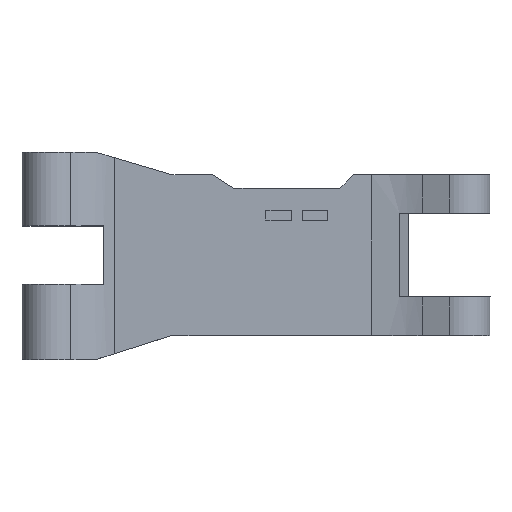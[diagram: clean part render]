
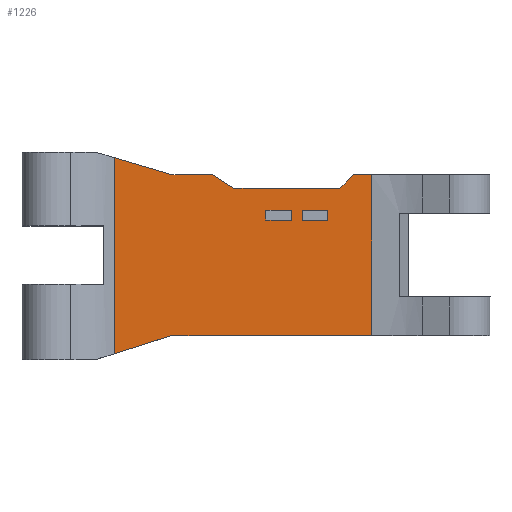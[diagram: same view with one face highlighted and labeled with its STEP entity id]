
A CAD part, top view. The second image highlights one B-rep face of the part: STEP entity #1226.
In plain terms, the highlighted planar face has unit normal (0, 0, 1).
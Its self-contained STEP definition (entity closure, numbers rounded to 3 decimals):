
#31=FACE_BOUND('',#218,.T.);
#32=FACE_BOUND('',#219,.T.);
#72=PLANE('',#1341);
#137=FACE_OUTER_BOUND('',#217,.T.);
#217=EDGE_LOOP('',(#1059,#1060,#1061,#1062,#1063,#1064,#1065,#1066,#1067,
#1068));
#218=EDGE_LOOP('',(#1069,#1070,#1071,#1072));
#219=EDGE_LOOP('',(#1073,#1074,#1075,#1076));
#276=LINE('',#1817,#410);
#292=LINE('',#1865,#426);
#295=LINE('',#1873,#429);
#300=LINE('',#1882,#434);
#303=LINE('',#1888,#437);
#306=LINE('',#1895,#440);
#311=LINE('',#1912,#445);
#318=LINE('',#1932,#452);
#320=LINE('',#1935,#454);
#321=LINE('',#1937,#455);
#326=LINE('',#1948,#460);
#328=LINE('',#1951,#462);
#329=LINE('',#1953,#463);
#334=LINE('',#1971,#468);
#338=LINE('',#1979,#472);
#341=LINE('',#1985,#475);
#343=LINE('',#1988,#477);
#347=LINE('',#1998,#481);
#410=VECTOR('',#1465,1000.);
#426=VECTOR('',#1515,1000.);
#429=VECTOR('',#1522,1000.);
#434=VECTOR('',#1529,1000.);
#437=VECTOR('',#1536,1000.);
#440=VECTOR('',#1541,1000.);
#445=VECTOR('',#1556,1000.);
#452=VECTOR('',#1573,1000.);
#454=VECTOR('',#1577,1000.);
#455=VECTOR('',#1580,1000.);
#460=VECTOR('',#1589,1000.);
#462=VECTOR('',#1593,1000.);
#463=VECTOR('',#1596,1000.);
#468=VECTOR('',#1617,1000.);
#472=VECTOR('',#1625,1000.);
#475=VECTOR('',#1630,1000.);
#477=VECTOR('',#1634,1000.);
#481=VECTOR('',#1644,1000.);
#575=VERTEX_POINT('',#1799);
#583=VERTEX_POINT('',#1815);
#598=VERTEX_POINT('',#1864);
#600=VERTEX_POINT('',#1870);
#601=VERTEX_POINT('',#1872);
#603=VERTEX_POINT('',#1878);
#606=VERTEX_POINT('',#1891);
#608=VERTEX_POINT('',#1894);
#614=VERTEX_POINT('',#1909);
#615=VERTEX_POINT('',#1911);
#621=VERTEX_POINT('',#1926);
#623=VERTEX_POINT('',#1930);
#625=VERTEX_POINT('',#1942);
#627=VERTEX_POINT('',#1946);
#631=VERTEX_POINT('',#1968);
#632=VERTEX_POINT('',#1970);
#634=VERTEX_POINT('',#1977);
#636=VERTEX_POINT('',#1983);
#706=EDGE_CURVE('',#575,#583,#276,.T.);
#730=EDGE_CURVE('',#575,#598,#292,.T.);
#734=EDGE_CURVE('',#600,#601,#295,.F.);
#739=EDGE_CURVE('',#598,#603,#300,.T.);
#742=EDGE_CURVE('',#601,#583,#303,.T.);
#745=EDGE_CURVE('',#608,#606,#306,.T.);
#753=EDGE_CURVE('',#615,#614,#311,.T.);
#763=EDGE_CURVE('',#621,#623,#318,.T.);
#765=EDGE_CURVE('',#606,#621,#320,.T.);
#766=EDGE_CURVE('',#623,#608,#321,.T.);
#771=EDGE_CURVE('',#625,#627,#326,.T.);
#773=EDGE_CURVE('',#614,#625,#328,.T.);
#774=EDGE_CURVE('',#627,#615,#329,.T.);
#781=EDGE_CURVE('',#631,#632,#334,.T.);
#786=EDGE_CURVE('',#631,#634,#338,.T.);
#789=EDGE_CURVE('',#634,#636,#341,.T.);
#791=EDGE_CURVE('',#636,#603,#343,.T.);
#796=EDGE_CURVE('',#600,#632,#347,.T.);
#1059=ORIENTED_EDGE('',*,*,#734,.F.);
#1060=ORIENTED_EDGE('',*,*,#796,.T.);
#1061=ORIENTED_EDGE('',*,*,#781,.F.);
#1062=ORIENTED_EDGE('',*,*,#786,.T.);
#1063=ORIENTED_EDGE('',*,*,#789,.T.);
#1064=ORIENTED_EDGE('',*,*,#791,.T.);
#1065=ORIENTED_EDGE('',*,*,#739,.F.);
#1066=ORIENTED_EDGE('',*,*,#730,.F.);
#1067=ORIENTED_EDGE('',*,*,#706,.T.);
#1068=ORIENTED_EDGE('',*,*,#742,.F.);
#1069=ORIENTED_EDGE('',*,*,#773,.T.);
#1070=ORIENTED_EDGE('',*,*,#771,.T.);
#1071=ORIENTED_EDGE('',*,*,#774,.T.);
#1072=ORIENTED_EDGE('',*,*,#753,.T.);
#1073=ORIENTED_EDGE('',*,*,#765,.T.);
#1074=ORIENTED_EDGE('',*,*,#763,.T.);
#1075=ORIENTED_EDGE('',*,*,#766,.T.);
#1076=ORIENTED_EDGE('',*,*,#745,.T.);
#1226=ADVANCED_FACE('',(#137,#31,#32),#72,.F.);
#1341=AXIS2_PLACEMENT_3D('',#1997,#1642,#1643);
#1465=DIRECTION('',(0.,-1.,0.));
#1515=DIRECTION('',(0.959,-0.282,0.));
#1522=DIRECTION('',(1.,0.,0.));
#1529=DIRECTION('',(1.,0.,0.));
#1536=DIRECTION('',(-0.953,-0.302,0.));
#1541=DIRECTION('',(-1.,0.,0.));
#1556=DIRECTION('',(-1.,0.,0.));
#1573=DIRECTION('',(1.,0.,0.));
#1577=DIRECTION('',(0.,1.,0.));
#1580=DIRECTION('',(0.,-1.,0.));
#1589=DIRECTION('',(1.,0.,0.));
#1593=DIRECTION('',(0.,1.,0.));
#1596=DIRECTION('',(0.,-1.,0.));
#1617=DIRECTION('',(1.,0.,0.));
#1625=DIRECTION('',(-0.707,-0.707,0.));
#1630=DIRECTION('',(-1.,0.,0.));
#1634=DIRECTION('',(-0.84,0.543,0.));
#1642=DIRECTION('center_axis',(0.,0.,
-1.));
#1643=DIRECTION('ref_axis',(-1.,0.,0.));
#1644=DIRECTION('',(0.,1.,0.));
#1799=CARTESIAN_POINT('',(37.824,297.444,-15.));
#1815=CARTESIAN_POINT('',(37.824,254.273,-15.));
#1817=CARTESIAN_POINT('',(37.824,275.8,-15.));
#1864=CARTESIAN_POINT('',(50.54,293.7,-15.));
#1865=CARTESIAN_POINT('',(50.54,293.7,-15.));
#1870=CARTESIAN_POINT('',(94.489,258.3,-15.));
#1872=CARTESIAN_POINT('',(50.54,258.3,-15.));
#1873=CARTESIAN_POINT('',(85.539,258.3,-15.));
#1878=CARTESIAN_POINT('',(59.54,293.7,-15.));
#1882=CARTESIAN_POINT('',(120.54,293.7,-15.));
#1888=CARTESIAN_POINT('',(32.54,252.6,-15.));
#1891=CARTESIAN_POINT('',(79.215,283.7,-15.));
#1894=CARTESIAN_POINT('',(84.865,283.7,-15.));
#1895=CARTESIAN_POINT('',(94.489,283.7,-15.));
#1909=CARTESIAN_POINT('',(71.215,283.7,-15.));
#1911=CARTESIAN_POINT('',(76.865,283.7,-15.));
#1912=CARTESIAN_POINT('',(94.489,283.7,-15.));
#1926=CARTESIAN_POINT('',(79.215,285.9,-15.));
#1930=CARTESIAN_POINT('',(84.865,285.9,-15.));
#1932=CARTESIAN_POINT('',(94.489,285.9,-15.));
#1935=CARTESIAN_POINT('',(79.215,266.8,-15.));
#1937=CARTESIAN_POINT('',(84.865,266.8,-15.));
#1942=CARTESIAN_POINT('',(71.215,285.9,-15.));
#1946=CARTESIAN_POINT('',(76.865,285.9,-15.));
#1948=CARTESIAN_POINT('',(94.489,285.9,-15.));
#1951=CARTESIAN_POINT('',(71.215,266.8,-15.));
#1953=CARTESIAN_POINT('',(76.865,266.8,-15.));
#1968=CARTESIAN_POINT('',(90.489,293.7,-15.));
#1970=CARTESIAN_POINT('',(94.489,293.7,-15.));
#1971=CARTESIAN_POINT('',(120.54,293.7,-15.));
#1977=CARTESIAN_POINT('',(87.489,290.7,-15.));
#1979=CARTESIAN_POINT('',(79.039,282.25,-15.));
#1983=CARTESIAN_POINT('',(64.183,290.7,-15.));
#1985=CARTESIAN_POINT('',(94.489,290.7,-15.));
#1988=CARTESIAN_POINT('',(96.457,269.846,-15.));
#1997=CARTESIAN_POINT('Origin',(94.489,266.8,-15.));
#1998=CARTESIAN_POINT('',(94.489,276.,-15.));
